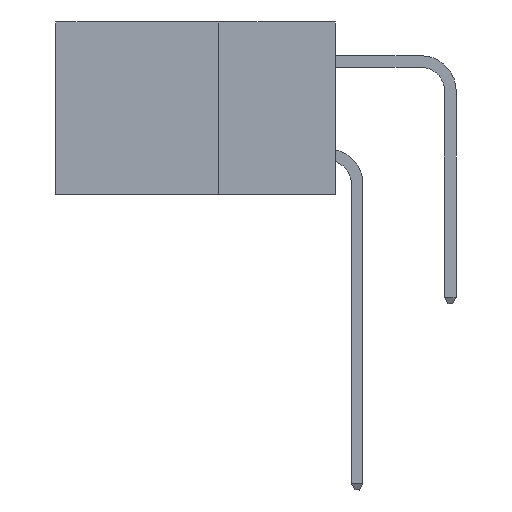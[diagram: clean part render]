
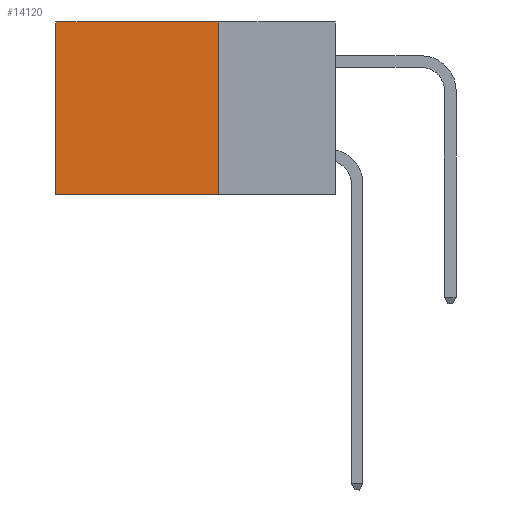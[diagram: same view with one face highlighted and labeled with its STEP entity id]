
A CAD part, left-side view. The second image highlights one B-rep face of the part: STEP entity #14120.
In plain terms, the highlighted planar face has unit normal (-1, 0, 0).
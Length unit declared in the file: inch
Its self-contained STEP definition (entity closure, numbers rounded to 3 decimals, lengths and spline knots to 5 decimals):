
#10 = DIRECTION ( 'NONE',  ( 0., 0., -1. ) ) ;
#113 = EDGE_LOOP ( 'NONE', ( #3218, #10548, #11930, #11696 ) ) ;
#314 = DIRECTION ( 'NONE',  ( 1., 0., 0. ) ) ;
#979 = AXIS2_PLACEMENT_3D ( 'NONE', #4934, #314, #4154 ) ;
#2259 = DIRECTION ( 'NONE',  ( 0., 0., -1. ) ) ;
#3218 = ORIENTED_EDGE ( 'NONE', *, *, #3464, .T. ) ;
#3464 = EDGE_CURVE ( 'NONE', #15100, #4527, #12968, .T. ) ;
#4023 = LINE ( 'NONE', #7757, #5819 ) ;
#4154 = DIRECTION ( 'NONE',  ( 0., 0., -1. ) ) ;
#4527 = VERTEX_POINT ( 'NONE', #13175 ) ;
#4609 = EDGE_CURVE ( 'NONE', #10175, #4527, #10964, .T. ) ;
#4934 = CARTESIAN_POINT ( 'NONE',  ( 0.2875, 0.25, 0. ) ) ;
#5819 = VECTOR ( 'NONE', #10, 39.37008 ) ;
#7689 = CARTESIAN_POINT ( 'NONE',  ( 0.2875, 0.6, 0. ) ) ;
#7757 = CARTESIAN_POINT ( 'NONE',  ( 0.2875, 0.25, 0. ) ) ;
#8955 = VECTOR ( 'NONE', #12321, 39.37008 ) ;
#9765 = CARTESIAN_POINT ( 'NONE',  ( 0.2875, 0.25, 0. ) ) ;
#10175 = VERTEX_POINT ( 'NONE', #13403 ) ;
#10548 = ORIENTED_EDGE ( 'NONE', *, *, #4609, .F. ) ;
#10964 = LINE ( 'NONE', #14801, #8955 ) ;
#11013 = EDGE_CURVE ( 'NONE', #12501, #10175, #4023, .T. ) ;
#11037 = LINE ( 'NONE', #9765, #15898 ) ;
#11387 = FACE_OUTER_BOUND ( 'NONE', #113, .T. ) ;
#11410 = EDGE_CURVE ( 'NONE', #12501, #15100, #11037, .T. ) ;
#11657 = CARTESIAN_POINT ( 'NONE',  ( 0.2875, 0.25, 0. ) ) ;
#11696 = ORIENTED_EDGE ( 'NONE', *, *, #11410, .T. ) ;
#11930 = ORIENTED_EDGE ( 'NONE', *, *, #11013, .F. ) ;
#12321 = DIRECTION ( 'NONE',  ( 0., 1., 0. ) ) ;
#12501 = VERTEX_POINT ( 'NONE', #11657 ) ;
#12968 = LINE ( 'NONE', #7689, #16842 ) ;
#13175 = CARTESIAN_POINT ( 'NONE',  ( 0.2875, 0.6, -0.37 ) ) ;
#13403 = CARTESIAN_POINT ( 'NONE',  ( 0.2875, 0.25, -0.37 ) ) ;
#14120 = ADVANCED_FACE ( 'NONE', ( #11387 ), #16600, .F. ) ;
#14801 = CARTESIAN_POINT ( 'NONE',  ( 0.2875, 0.25, -0.37 ) ) ;
#15100 = VERTEX_POINT ( 'NONE', #15203 ) ;
#15203 = CARTESIAN_POINT ( 'NONE',  ( 0.2875, 0.6, 0. ) ) ;
#15898 = VECTOR ( 'NONE', #16412, 39.37008 ) ;
#16412 = DIRECTION ( 'NONE',  ( 0., 1., 0. ) ) ;
#16600 = PLANE ( 'NONE',  #979 ) ;
#16842 = VECTOR ( 'NONE', #2259, 39.37008 ) ;
